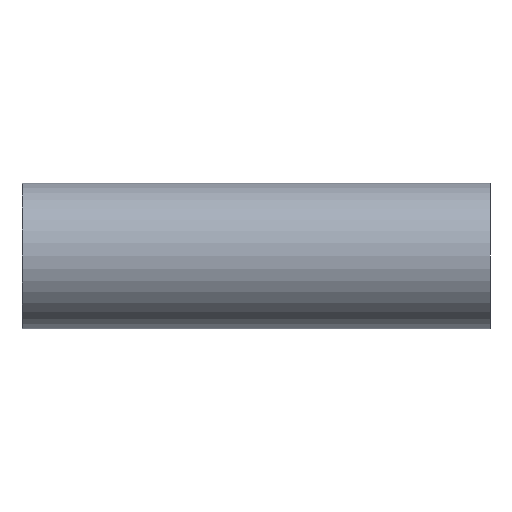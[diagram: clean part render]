
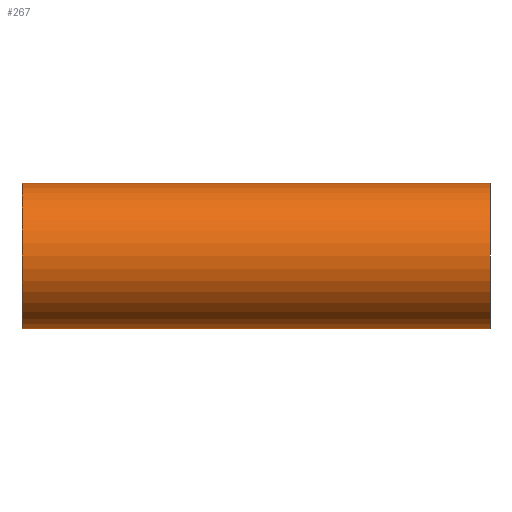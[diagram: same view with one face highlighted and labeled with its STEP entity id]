
A CAD part, left-side view. The second image highlights one B-rep face of the part: STEP entity #267.
In plain terms, the highlighted cylindrical face has radius 90 mm (diameter 180 mm), a partial arc.
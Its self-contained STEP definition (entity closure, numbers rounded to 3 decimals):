
#14 = CIRCLE ( 'NONE', #80, 90. ) ;
#25 = EDGE_CURVE ( 'NONE', #62, #162, #334, .T. ) ;
#34 = CARTESIAN_POINT ( 'NONE',  ( 0., 578., -90. ) ) ;
#36 = DIRECTION ( 'NONE',  ( 0., -1., 0. ) ) ;
#38 = LINE ( 'NONE', #257, #138 ) ;
#56 = DIRECTION ( 'NONE',  ( 0., 0., 1. ) ) ;
#62 = VERTEX_POINT ( 'NONE', #100 ) ;
#74 = EDGE_CURVE ( 'NONE', #87, #290, #178, .T. ) ;
#80 = AXIS2_PLACEMENT_3D ( 'NONE', #277, #271, #235 ) ;
#87 = VERTEX_POINT ( 'NONE', #440 ) ;
#89 = CARTESIAN_POINT ( 'NONE',  ( 0., 578., 0. ) ) ;
#100 = CARTESIAN_POINT ( 'NONE',  ( 0., 184., -90. ) ) ;
#103 = VECTOR ( 'NONE', #36, 1000. ) ;
#105 = EDGE_CURVE ( 'NONE', #290, #476, #38, .T. ) ;
#112 = CARTESIAN_POINT ( 'NONE',  ( 0., 0., -90. ) ) ;
#117 = VERTEX_POINT ( 'NONE', #34 ) ;
#123 = CARTESIAN_POINT ( 'NONE',  ( 0., 184., 90. ) ) ;
#138 = VECTOR ( 'NONE', #408, 1000. ) ;
#145 = ORIENTED_EDGE ( 'NONE', *, *, #25, .T. ) ;
#157 = FACE_OUTER_BOUND ( 'NONE', #370, .T. ) ;
#160 = DIRECTION ( 'NONE',  ( 0., 0., -1. ) ) ;
#162 = VERTEX_POINT ( 'NONE', #112 ) ;
#178 = LINE ( 'NONE', #333, #103 ) ;
#222 = EDGE_CURVE ( 'NONE', #117, #62, #453, .T. ) ;
#224 = DIRECTION ( 'NONE',  ( 0., -1., 0. ) ) ;
#225 = CIRCLE ( 'NONE', #458, 90. ) ;
#235 = DIRECTION ( 'NONE',  ( 0., 0., 1. ) ) ;
#240 = ORIENTED_EDGE ( 'NONE', *, *, #222, .T. ) ;
#257 = CARTESIAN_POINT ( 'NONE',  ( 0., 578., 90. ) ) ;
#266 = CARTESIAN_POINT ( 'NONE',  ( 0., 578., -90. ) ) ;
#267 = ADVANCED_FACE ( 'NONE', ( #157 ), #278, .T. ) ;
#269 = DIRECTION ( 'NONE',  ( 0., -1., 0. ) ) ;
#271 = DIRECTION ( 'NONE',  ( 0., 1., 0. ) ) ;
#277 = CARTESIAN_POINT ( 'NONE',  ( 0., 0., 0. ) ) ;
#278 = CYLINDRICAL_SURFACE ( 'NONE', #436, 90. ) ;
#283 = ORIENTED_EDGE ( 'NONE', *, *, #377, .T. ) ;
#290 = VERTEX_POINT ( 'NONE', #123 ) ;
#297 = CARTESIAN_POINT ( 'NONE',  ( 0., 578., -90. ) ) ;
#330 = ORIENTED_EDGE ( 'NONE', *, *, #335, .F. ) ;
#333 = CARTESIAN_POINT ( 'NONE',  ( 0., 578., 90. ) ) ;
#334 = LINE ( 'NONE', #297, #404 ) ;
#335 = EDGE_CURVE ( 'NONE', #117, #87, #225, .T. ) ;
#358 = ORIENTED_EDGE ( 'NONE', *, *, #74, .F. ) ;
#359 = CARTESIAN_POINT ( 'NONE',  ( 0., 578., 0. ) ) ;
#370 = EDGE_LOOP ( 'NONE', ( #358, #330, #240, #145, #283, #475 ) ) ;
#377 = EDGE_CURVE ( 'NONE', #162, #476, #14, .T. ) ;
#392 = DIRECTION ( 'NONE',  ( 0., 1., 0. ) ) ;
#404 = VECTOR ( 'NONE', #224, 1000. ) ;
#408 = DIRECTION ( 'NONE',  ( 0., -1., 0. ) ) ;
#427 = VECTOR ( 'NONE', #269, 1000. ) ;
#436 = AXIS2_PLACEMENT_3D ( 'NONE', #359, #466, #160 ) ;
#440 = CARTESIAN_POINT ( 'NONE',  ( 0., 578., 90. ) ) ;
#453 = LINE ( 'NONE', #266, #427 ) ;
#458 = AXIS2_PLACEMENT_3D ( 'NONE', #89, #392, #56 ) ;
#464 = CARTESIAN_POINT ( 'NONE',  ( 0., 0., 90. ) ) ;
#466 = DIRECTION ( 'NONE',  ( 0., -1., 0. ) ) ;
#475 = ORIENTED_EDGE ( 'NONE', *, *, #105, .F. ) ;
#476 = VERTEX_POINT ( 'NONE', #464 ) ;
